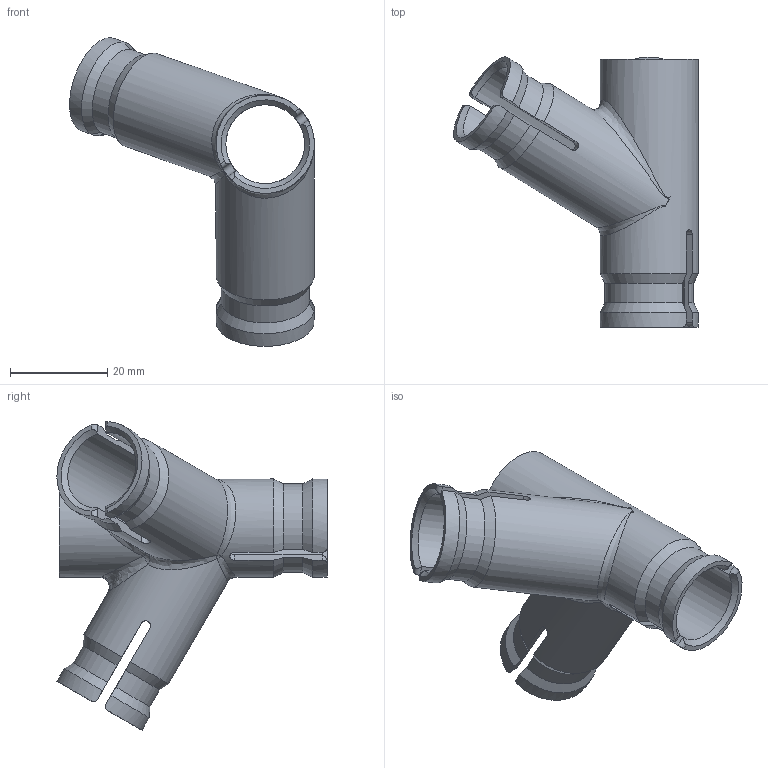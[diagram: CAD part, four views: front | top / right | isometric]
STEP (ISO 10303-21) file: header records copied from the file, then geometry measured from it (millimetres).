
FILE_DESCRIPTION(/* description */ (''),/* implementation_level */ '2;1');
FILE_NAME(/* name */ 'Leg_connector v22.step',/* time_stamp */ '2022-10-05T09:44:20+02:00',/* author */ (''),/* organization */ (''),/* preprocessor_version */ 'ST-DEVELOPER v19',/* originating_system */ 'Autodesk Translation Framework v11.7.0.108',/* authorisation */ '');
FILE_SCHEMA (('AUTOMOTIVE_DESIGN { 1 0 10303 214 3 1 1 }'));
Length unit declared in the file: millimetre
Products named in the file (1): Leg_connector
Bounding box: 50.31 x 55.53 x 63.43 mm (x, y, z)
Volume: 12463.5 mm3; surface area: 13754.9 mm2
Topology: 1 solids, 1 shells, 86 faces, 250 edges, 165 vertices
Faces by surface type: cylinder 40, plane 21, cone 18, bspline 5, sphere 2
Full cylindrical faces by diameter (mm): 16.2 x3, 20.2 x3
Entity records: 4483 total; most frequent: CARTESIAN_POINT 2360, ORIENTED_EDGE 500, DIRECTION 369, EDGE_CURVE 250, VERTEX_POINT 165, AXIS2_PLACEMENT_3D 139, LINE 91, VECTOR 91
